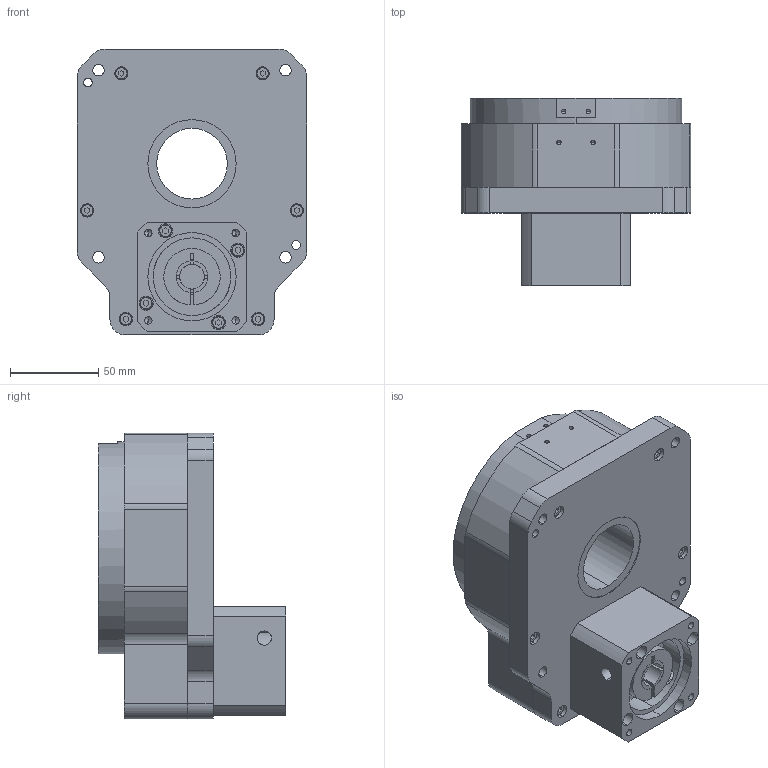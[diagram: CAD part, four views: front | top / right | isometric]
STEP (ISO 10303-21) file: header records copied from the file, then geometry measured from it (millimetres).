
FILE_DESCRIPTION (( 'STEP AP214' ), '1' );
FILE_NAME ('HRP130-10-14-50-70-M5_2019.STEP', '2019-03-12T00:36:30', ( 'Y' ), ( 'NCU' ), 'SwSTEP 2.0', 'SolidWorks 2015', '' );
FILE_SCHEMA (( 'AUTOMOTIVE_DESIGN' ));
Length unit declared in the file: millimetre
Products named in the file (1): HRP130-10-14-50-70-M5_2019
Bounding box: 130 x 106 x 162 mm (x, y, z)
Volume: 1106755.6 mm3; surface area: 107287 mm2
Topology: 1 solids, 11 shells, 415 faces, 976 edges, 618 vertices
Faces by surface type: cylinder 185, plane 182, cone 28, torus 20
Entity records: 13110 total; most frequent: CARTESIAN_POINT 2220, DIRECTION 2198, ORIENTED_EDGE 1896, EDGE_CURVE 948, AXIS2_PLACEMENT_3D 842, VERTEX_POINT 618, LINE 514, VECTOR 514
